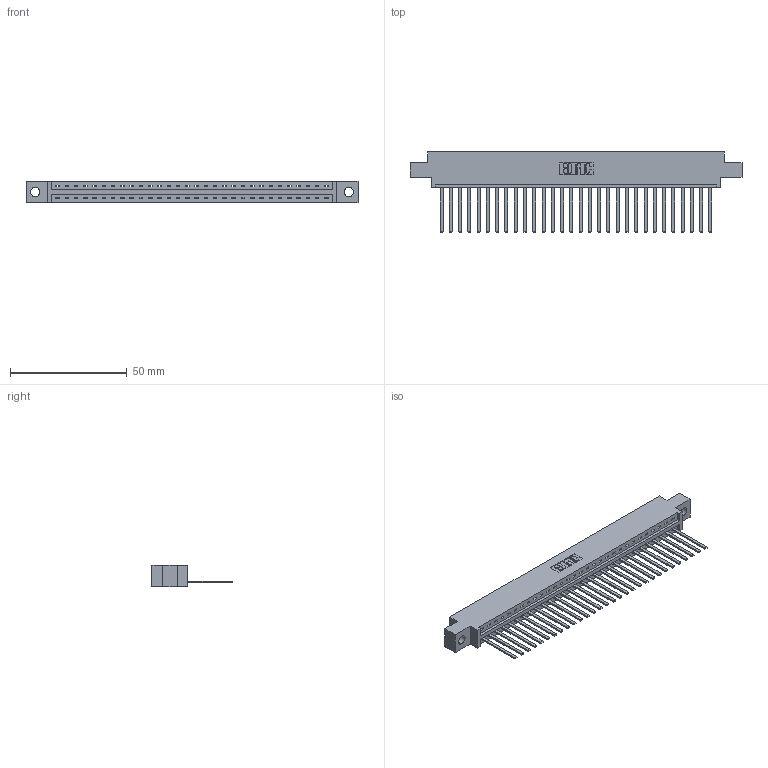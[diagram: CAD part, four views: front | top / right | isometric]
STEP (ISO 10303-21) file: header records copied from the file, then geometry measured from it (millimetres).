
FILE_DESCRIPTION (( 'STEP AP203' ), '1' );
FILE_NAME ('337-030-544-604.STEP', '2018-08-07T01:44:07', ( '' ), ( '' ), 'SwSTEP 2.0', 'SolidWorks 2016', '' );
FILE_SCHEMA (( 'CONFIG_CONTROL_DESIGN' ));
Length unit declared in the file: inch
Products named in the file (3): 337 Part_0.170 Offset - 0.156 Dia-TH; 345-292-001_345-293-144; 337-030-544-604
Assembly tree (31 placements, depth 2):
  337-030-544-604
    337 Part_0.170 Offset - 0.156 Dia-TH
    345-292-001_345-293-144  x30
Bounding box: 141.88 x 34.3 x 9.4 mm (x, y, z)
Volume: 14738.4 mm3; surface area: 16198 mm2
Topology: 31 solids, 31 shells, 1798 faces, 5423 edges, 3574 vertices
Faces by surface type: plane 1334, cylinder 464
Entity records: 23803 total; most frequent: CARTESIAN_POINT 4152, ORIENTED_EDGE 4118, DIRECTION 3515, EDGE_CURVE 2059, VECTOR 1935, LINE 1935, VERTEX_POINT 1370, AXIS2_PLACEMENT_3D 790
